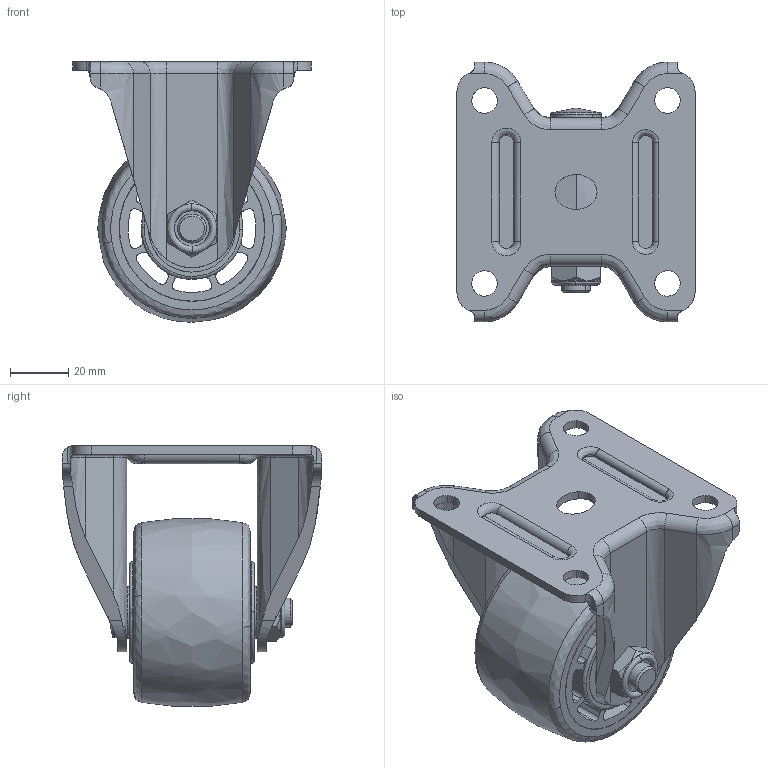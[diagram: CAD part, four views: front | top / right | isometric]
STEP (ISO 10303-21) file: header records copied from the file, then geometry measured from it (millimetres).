
FILE_DESCRIPTION((''),'2;1');
FILE_NAME('','2007-04-02T16:27:24',(''),(''),'','CADfix','');
FILE_SCHEMA(('AUTOMOTIVE_DESIGN { 1 0 10303 214 1 1 1 1 }'));
Length unit declared in the file: millimetre
Bounding box: 82 x 89.5 x 89.83 mm (x, y, z)
Volume: 152937.5 mm3; surface area: 56457 mm2
Topology: 4 solids, 4 shells, 299 faces, 996 edges, 712 vertices
Faces by surface type: bspline 299
Entity records: 15424 total; most frequent: CARTESIAN_POINT 9612, ORIENTED_EDGE 1992, EDGE_CURVE 996, VERTEX_POINT 712, B_SPLINE_CURVE_WITH_KNOTS 640, QUASI_UNIFORM_CURVE 344, EDGE_LOOP 340, FACE_OUTER_BOUND 299
